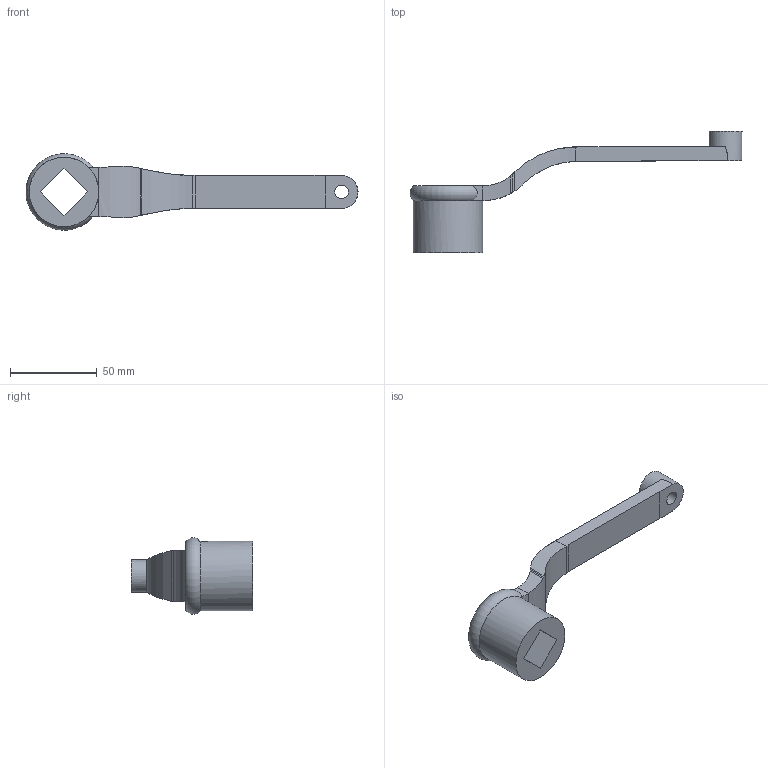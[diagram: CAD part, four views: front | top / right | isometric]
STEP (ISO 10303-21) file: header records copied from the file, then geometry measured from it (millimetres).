
FILE_DESCRIPTION(/* description */ (''),/* implementation_level */ '2;1');
FILE_NAME(/* name */ 'OB_160_N',/* time_stamp */ '2012-11-23T16:37:08+08:00',/* author */ (''),/* organization */ (''),/* preprocessor_version */ 'ST-DEVELOPER v9',/* originating_system */ 'UGS - NX 4.0',/* authorisation */ '');
FILE_SCHEMA (('CONFIG_CONTROL_DESIGN'));
Length unit declared in the file: millimetre
Products named in the file (1): Admi7E46xmlq
Bounding box: 191.45 x 70 x 44 mm (x, y, z)
Volume: 64908.1 mm3; surface area: 19794.1 mm2
Topology: 1 solids, 1 shells, 44 faces, 113 edges, 71 vertices
Faces by surface type: plane 20, cylinder 14, extrusion 9, torus 1
Full cylindrical faces by diameter (mm): 8 x1, 19 x1, 40 x1
Entity records: 1565 total; most frequent: CARTESIAN_POINT 489, ORIENTED_EDGE 220, DIRECTION 165, EDGE_CURVE 110, VERTEX_POINT 72, AXIS2_PLACEMENT_3D 56, B_SPLINE_CURVE_WITH_KNOTS 54, VECTOR 53
